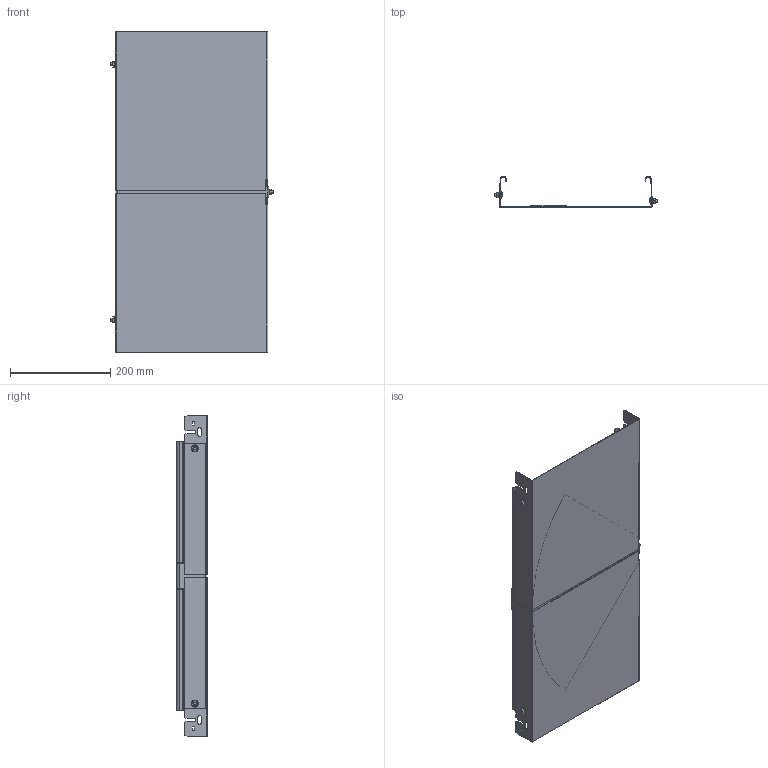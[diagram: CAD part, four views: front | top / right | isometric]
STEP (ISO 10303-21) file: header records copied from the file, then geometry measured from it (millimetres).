
FILE_DESCRIPTION (( 'STEP AP214' ), '1' );
FILE_NAME ('6040486.stp', '2016-08-16T12:52:48', ( '' ), ( '' ), 'SwSTEP 2.0', 'SolidWorks 2014', '' );
FILE_SCHEMA (( 'AUTOMOTIVE_DESIGN' ));
Length unit declared in the file: millimetre
Products named in the file (5): KTS 14.001-017_M8x25-; 060501_300; 060500_NB 300; 6040486; 009561_Hexagon Flange Nut DIN 6923 - M6 - C
Assembly tree (8 placements, depth 2):
  6040486
    060500_NB 300
    060501_300
    KTS 14.001-017_M8x25-  x3
    009561_Hexagon Flange Nut DIN 6923 - M6 - C  x3
Bounding box: 325 x 61.75 x 640 mm (x, y, z)
Volume: 491923 mm3; surface area: 792272.8 mm2
Topology: 8 solids, 8 shells, 383 faces, 933 edges, 569 vertices
Faces by surface type: plane 237, cylinder 128, sphere 6, cone 6, torus 6
Entity records: 10141 total; most frequent: DIRECTION 1769, CARTESIAN_POINT 1726, ORIENTED_EDGE 1674, EDGE_CURVE 837, AXIS2_PLACEMENT_3D 590, LINE 589, VECTOR 589, VERTEX_POINT 507
